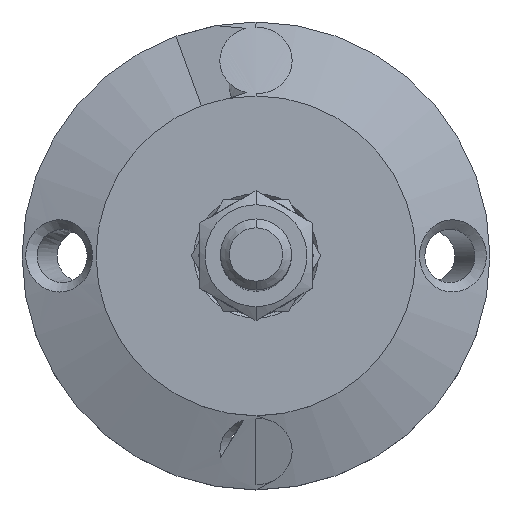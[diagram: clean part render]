
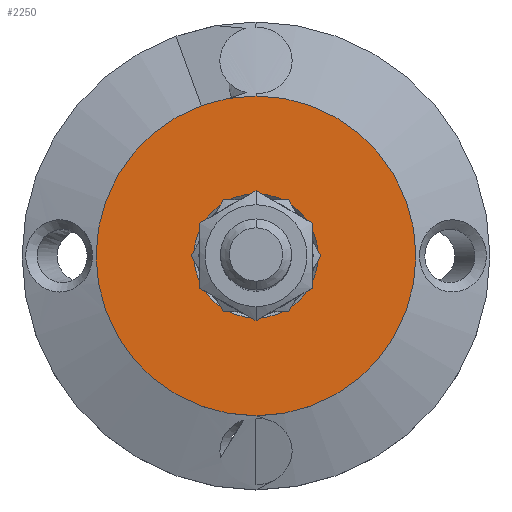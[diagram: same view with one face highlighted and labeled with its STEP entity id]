
A CAD part, top view. The second image highlights one B-rep face of the part: STEP entity #2250.
In plain terms, the highlighted planar face has unit normal (0, 0, 1).
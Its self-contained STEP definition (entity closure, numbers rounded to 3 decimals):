
#760=CARTESIAN_POINT('',(0.0,27.0,17.));
#761=VERTEX_POINT('',#760);
#777=CARTESIAN_POINT('',(0.,-27.0,17.));
#778=VERTEX_POINT('',#777);
#785=CARTESIAN_POINT('',(0.0,0.0,17.));
#786=DIRECTION('',(0.0,0.0,-1.0));
#787=DIRECTION('',(0.0,1.0,0.0));
#788=AXIS2_PLACEMENT_3D('',#785,#786,#787);
#789=CIRCLE('',#788,27.0);
#790=EDGE_CURVE('',#778,#761,#789,.T.);
#926=CARTESIAN_POINT('',(0.0,-10.5,17.0));
#927=VERTEX_POINT('',#926);
#935=CARTESIAN_POINT('',(0.,10.5,17.0));
#936=VERTEX_POINT('',#935);
#943=CARTESIAN_POINT('',(0.0,0.0,17.0));
#944=DIRECTION('',(0.0,0.0,1.0));
#945=DIRECTION('',(0.0,-1.0,0.0));
#946=AXIS2_PLACEMENT_3D('',#943,#944,#945);
#947=CIRCLE('',#946,10.5);
#948=EDGE_CURVE('',#936,#927,#947,.T.);
#2195=CARTESIAN_POINT('',(0.0,0.0,17.0));
#2196=DIRECTION('',(0.0,0.0,1.0));
#2197=DIRECTION('',(0.0,-1.0,0.0));
#2198=AXIS2_PLACEMENT_3D('',#2195,#2196,#2197);
#2199=CIRCLE('',#2198,10.5);
#2200=EDGE_CURVE('',#927,#936,#2199,.T.);
#2231=CARTESIAN_POINT('',(-29.7,-29.7,17.0));
#2232=DIRECTION('',(0.0,0.0,1.0));
#2233=DIRECTION('',(1.0,0.0,0.0));
#2234=AXIS2_PLACEMENT_3D('',#2231,#2232,#2233);
#2235=PLANE('',#2234);
#2236=CARTESIAN_POINT('',(0.0,0.0,17.));
#2237=DIRECTION('',(0.0,0.0,-1.0));
#2238=DIRECTION('',(0.0,1.0,0.0));
#2239=AXIS2_PLACEMENT_3D('',#2236,#2237,#2238);
#2240=CIRCLE('',#2239,27.0);
#2241=EDGE_CURVE('',#761,#778,#2240,.T.);
#2242=ORIENTED_EDGE('',*,*,#2241,.F.);
#2243=ORIENTED_EDGE('',*,*,#790,.F.);
#2244=EDGE_LOOP('',(#2242,#2243));
#2245=FACE_OUTER_BOUND('',#2244,.T.);
#2246=ORIENTED_EDGE('',*,*,#948,.F.);
#2247=ORIENTED_EDGE('',*,*,#2200,.F.);
#2248=EDGE_LOOP('',(#2246,#2247));
#2249=FACE_BOUND('',#2248,.T.);
#2250=ADVANCED_FACE('',(#2245,#2249),#2235,.T.);
